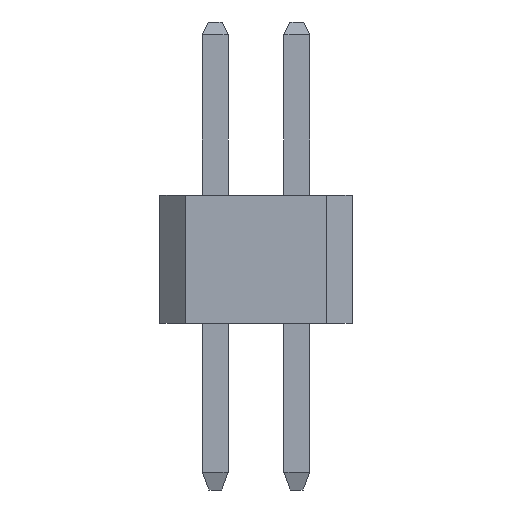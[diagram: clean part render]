
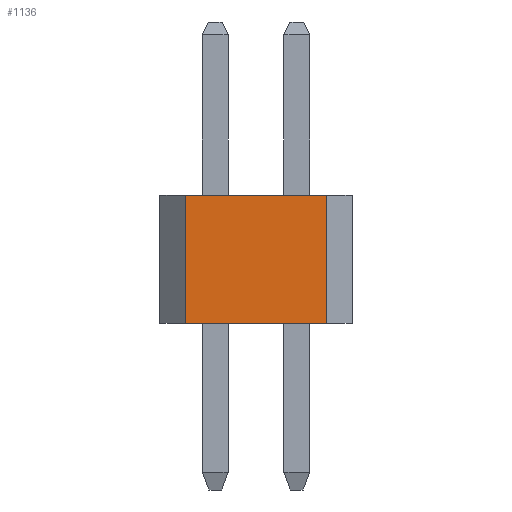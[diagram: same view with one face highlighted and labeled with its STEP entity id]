
A CAD part, left-side view. The second image highlights one B-rep face of the part: STEP entity #1136.
In plain terms, the highlighted planar face has unit normal (-1, 0, 0).
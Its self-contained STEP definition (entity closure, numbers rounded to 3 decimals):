
#136 = DIRECTION ( 'NONE',  ( 0., -1., 0. ) ) ;
#148 = ORIENTED_EDGE ( 'NONE', *, *, #3464, .F. ) ;
#306 = CARTESIAN_POINT ( 'NONE',  ( -0.635, -1.1, 0. ) ) ;
#657 = EDGE_LOOP ( 'NONE', ( #2555, #2280, #148, #3583 ) ) ;
#696 = LINE ( 'NONE', #3814, #3222 ) ;
#857 = CARTESIAN_POINT ( 'NONE',  ( -0.635, 1.1, 0. ) ) ;
#887 = FACE_OUTER_BOUND ( 'NONE', #657, .T. ) ;
#914 = VECTOR ( 'NONE', #3534, 1000. ) ;
#962 = CARTESIAN_POINT ( 'NONE',  ( -0.635, 1.1, 2. ) ) ;
#1079 = VERTEX_POINT ( 'NONE', #962 ) ;
#1136 = ADVANCED_FACE ( 'NONE', ( #887 ), #1538, .F. ) ;
#1405 = DIRECTION ( 'NONE',  ( 0., 0., -1. ) ) ;
#1452 = VECTOR ( 'NONE', #136, 1000. ) ;
#1490 = AXIS2_PLACEMENT_3D ( 'NONE', #2163, #2753, #3415 ) ;
#1508 = VECTOR ( 'NONE', #3918, 1000. ) ;
#1538 = PLANE ( 'NONE',  #1490 ) ;
#1634 = CARTESIAN_POINT ( 'NONE',  ( -0.635, -1.1, 2. ) ) ;
#1753 = CARTESIAN_POINT ( 'NONE',  ( -0.635, -1.1, 2. ) ) ;
#2043 = VERTEX_POINT ( 'NONE', #1634 ) ;
#2069 = LINE ( 'NONE', #857, #1508 ) ;
#2071 = EDGE_CURVE ( 'NONE', #2043, #3278, #3919, .T. ) ;
#2123 = EDGE_CURVE ( 'NONE', #1079, #2172, #696, .T. ) ;
#2163 = CARTESIAN_POINT ( 'NONE',  ( -0.635, 1.1, 2. ) ) ;
#2172 = VERTEX_POINT ( 'NONE', #2846 ) ;
#2280 = ORIENTED_EDGE ( 'NONE', *, *, #2071, .F. ) ;
#2555 = ORIENTED_EDGE ( 'NONE', *, *, #2933, .T. ) ;
#2560 = LINE ( 'NONE', #3850, #1452 ) ;
#2753 = DIRECTION ( 'NONE',  ( 1., 0., 0. ) ) ;
#2846 = CARTESIAN_POINT ( 'NONE',  ( -0.635, 1.1, 0. ) ) ;
#2933 = EDGE_CURVE ( 'NONE', #2172, #3278, #2069, .T. ) ;
#3222 = VECTOR ( 'NONE', #1405, 1000. ) ;
#3278 = VERTEX_POINT ( 'NONE', #306 ) ;
#3415 = DIRECTION ( 'NONE',  ( 0., 1., 0. ) ) ;
#3464 = EDGE_CURVE ( 'NONE', #1079, #2043, #2560, .T. ) ;
#3534 = DIRECTION ( 'NONE',  ( 0., 0., -1. ) ) ;
#3583 = ORIENTED_EDGE ( 'NONE', *, *, #2123, .T. ) ;
#3814 = CARTESIAN_POINT ( 'NONE',  ( -0.635, 1.1, 2. ) ) ;
#3850 = CARTESIAN_POINT ( 'NONE',  ( -0.635, 1.1, 2. ) ) ;
#3918 = DIRECTION ( 'NONE',  ( 0., -1., 0. ) ) ;
#3919 = LINE ( 'NONE', #1753, #914 ) ;
